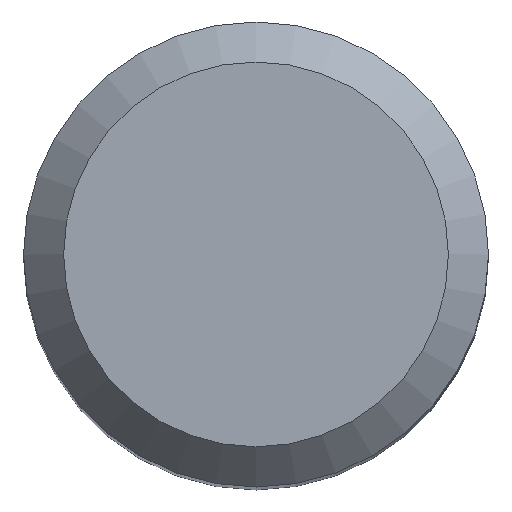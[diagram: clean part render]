
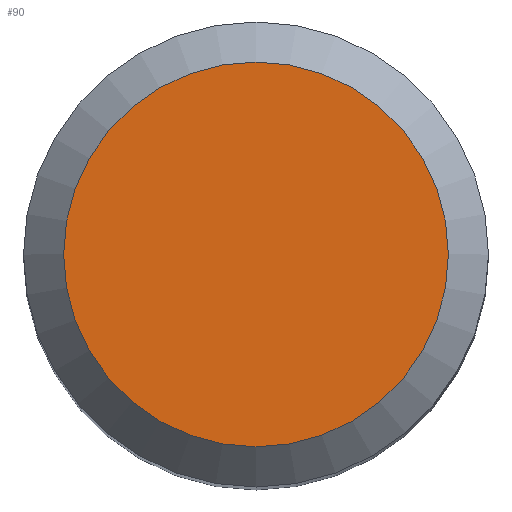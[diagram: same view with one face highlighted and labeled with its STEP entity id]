
A CAD part, top view. The second image highlights one B-rep face of the part: STEP entity #90.
In plain terms, the highlighted planar face has unit normal (0, 0, 1).
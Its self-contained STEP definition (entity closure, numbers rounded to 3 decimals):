
#90=ADVANCED_FACE('',(#116),#109,.F.);
#109=PLANE('',#265);
#116=FACE_OUTER_BOUND('',#120,.T.);
#120=EDGE_LOOP('',(#154));
#154=ORIENTED_EDGE('',*,*,#205,.F.);
#188=VERTEX_POINT('',#386);
#205=EDGE_CURVE('',#188,#188,#222,.T.);
#222=CIRCLE('',#264,4.965);
#264=AXIS2_PLACEMENT_3D('',#385,#310,#311);
#265=AXIS2_PLACEMENT_3D('',#387,#312,#313);
#310=DIRECTION('',(0.,0.,-1.));
#311=DIRECTION('',(-1.,0.,0.));
#312=DIRECTION('',(0.,0.,-1.));
#313=DIRECTION('',(-1.,0.,0.));
#385=CARTESIAN_POINT('',(0.,0.,45.));
#386=CARTESIAN_POINT('',(-4.965,0.,45.));
#387=CARTESIAN_POINT('',(0.,0.,45.));
